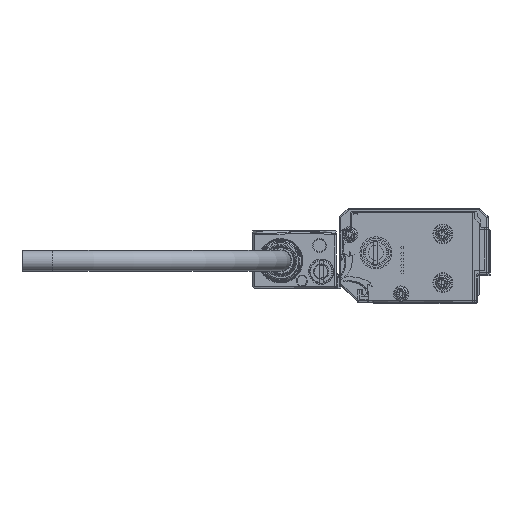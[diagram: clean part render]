
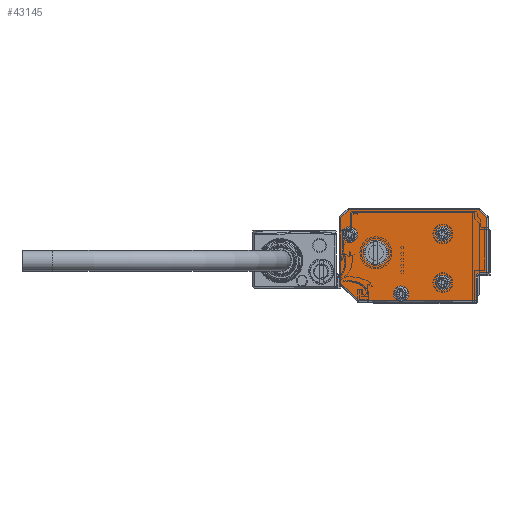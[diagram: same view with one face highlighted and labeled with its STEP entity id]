
A CAD part, left-side view. The second image highlights one B-rep face of the part: STEP entity #43145.
In plain terms, the highlighted planar face has unit normal (-1, 0, 0).
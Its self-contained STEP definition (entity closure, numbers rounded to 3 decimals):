
#42930=AXIS2_PLACEMENT_3D('Circle Axis2P3D',#42928,#42929,$) ;
#42958=AXIS2_PLACEMENT_3D('Circle Axis2P3D',#42956,#42957,$) ;
#42973=AXIS2_PLACEMENT_3D('Plane Axis2P3D',#42970,#42971,#42972) ;
#42977=AXIS2_PLACEMENT_3D('Circle Axis2P3D',#42975,#42976,$) ;
#42984=AXIS2_PLACEMENT_3D('Circle Axis2P3D',#42982,#42983,$) ;
#42991=AXIS2_PLACEMENT_3D('Circle Axis2P3D',#42989,#42990,$) ;
#43003=AXIS2_PLACEMENT_3D('Circle Axis2P3D',#43001,#43002,$) ;
#43075=AXIS2_PLACEMENT_3D('Circle Axis2P3D',#43073,#43074,$) ;
#43084=AXIS2_PLACEMENT_3D('Circle Axis2P3D',#43082,#43083,$) ;
#43093=AXIS2_PLACEMENT_3D('Circle Axis2P3D',#43091,#43092,$) ;
#43102=AXIS2_PLACEMENT_3D('Circle Axis2P3D',#43100,#43101,$) ;
#43111=AXIS2_PLACEMENT_3D('Circle Axis2P3D',#43109,#43110,$) ;
#43120=AXIS2_PLACEMENT_3D('Circle Axis2P3D',#43118,#43119,$) ;
#43129=AXIS2_PLACEMENT_3D('Circle Axis2P3D',#43127,#43128,$) ;
#43138=AXIS2_PLACEMENT_3D('Circle Axis2P3D',#43136,#43137,$) ;
#36389=CARTESIAN_POINT('Vertex',(-1473.,8.4,-1.)) ;
#36391=CARTESIAN_POINT('Vertex',(-1473.,7.,-1.)) ;
#36394=CARTESIAN_POINT('Line Origine',(-1473.,3.5,-1.)) ;
#36398=CARTESIAN_POINT('Vertex',(-1473.,21.793,-1.)) ;
#36410=CARTESIAN_POINT('Vertex',(-1473.,-17.,-1.)) ;
#36413=CARTESIAN_POINT('Line Origine',(-1473.,3.5,-1.)) ;
#42928=CARTESIAN_POINT('Axis2P3D Location',(-1473.,7.7,1.4)) ;
#42932=CARTESIAN_POINT('Vertex',(-1473.,5.2,1.4)) ;
#42953=CARTESIAN_POINT('Vertex',(-1473.,9.894,0.201)) ;
#42956=CARTESIAN_POINT('Axis2P3D Location',(-1473.,7.7,1.4)) ;
#42970=CARTESIAN_POINT('Axis2P3D Location',(-1473.,-21.5,13.5)) ;
#42975=CARTESIAN_POINT('Axis2P3D Location',(-1473.,7.7,1.4)) ;
#42979=CARTESIAN_POINT('Vertex',(-1473.,10.2,1.4)) ;
#42982=CARTESIAN_POINT('Axis2P3D Location',(-1473.,7.7,1.4)) ;
#42986=CARTESIAN_POINT('Vertex',(-1473.,5.506,2.599)) ;
#42989=CARTESIAN_POINT('Axis2P3D Location',(-1473.,7.7,1.4)) ;
#42994=CARTESIAN_POINT('Line Origine',(-1473.,-17.,3.1)) ;
#42998=CARTESIAN_POINT('Vertex',(-1473.,-17.,7.2)) ;
#43001=CARTESIAN_POINT('Axis2P3D Location',(-1473.,-18.,7.2)) ;
#43005=CARTESIAN_POINT('Vertex',(-1473.,-18.,8.2)) ;
#43008=CARTESIAN_POINT('Line Origine',(-1473.,-19.25,8.2)) ;
#43012=CARTESIAN_POINT('Vertex',(-1473.,-20.5,8.2)) ;
#43015=CARTESIAN_POINT('Line Origine',(-1473.,-20.5,17.246)) ;
#43019=CARTESIAN_POINT('Vertex',(-1473.,-20.5,26.293)) ;
#43022=CARTESIAN_POINT('Line Origine',(-1473.,-19.146,27.646)) ;
#43026=CARTESIAN_POINT('Vertex',(-1473.,-17.793,29.)) ;
#43029=CARTESIAN_POINT('Line Origine',(-1473.,3.5,29.)) ;
#43033=CARTESIAN_POINT('Vertex',(-1473.,24.793,29.)) ;
#43036=CARTESIAN_POINT('Line Origine',(-1473.,26.146,27.646)) ;
#43040=CARTESIAN_POINT('Vertex',(-1473.,27.5,26.293)) ;
#43043=CARTESIAN_POINT('Line Origine',(-1473.,27.5,15.5)) ;
#43047=CARTESIAN_POINT('Vertex',(-1473.,27.5,4.707)) ;
#43050=CARTESIAN_POINT('Line Origine',(-1473.,24.646,1.854)) ;
#43073=CARTESIAN_POINT('Axis2P3D Location',(-1473.,-6.,5.)) ;
#43077=CARTESIAN_POINT('Vertex',(-1473.,-3.806,3.801)) ;
#43079=CARTESIAN_POINT('Vertex',(-1473.,-8.194,6.199)) ;
#43082=CARTESIAN_POINT('Axis2P3D Location',(-1473.,-6.,5.)) ;
#43091=CARTESIAN_POINT('Axis2P3D Location',(-1473.,16.,14.8)) ;
#43095=CARTESIAN_POINT('Vertex',(-1473.,11.85,14.8)) ;
#43097=CARTESIAN_POINT('Vertex',(-1473.,20.15,14.8)) ;
#43100=CARTESIAN_POINT('Axis2P3D Location',(-1473.,16.,14.8)) ;
#43109=CARTESIAN_POINT('Axis2P3D Location',(-1473.,-6.,21.)) ;
#43113=CARTESIAN_POINT('Vertex',(-1473.,-8.194,22.199)) ;
#43115=CARTESIAN_POINT('Vertex',(-1473.,-3.806,19.801)) ;
#43118=CARTESIAN_POINT('Axis2P3D Location',(-1473.,-6.,21.)) ;
#43127=CARTESIAN_POINT('Axis2P3D Location',(-1473.,24.5,20.9)) ;
#43131=CARTESIAN_POINT('Vertex',(-1473.,22.306,22.099)) ;
#43133=CARTESIAN_POINT('Vertex',(-1473.,26.694,19.701)) ;
#43136=CARTESIAN_POINT('Axis2P3D Location',(-1473.,24.5,20.9)) ;
#36395=DIRECTION('Vector Direction',(0.,1.,0.)) ;
#36414=DIRECTION('Vector Direction',(0.,1.,0.)) ;
#42929=DIRECTION('Axis2P3D Direction',(-1.,0.,0.)) ;
#42957=DIRECTION('Axis2P3D Direction',(-1.,0.,0.)) ;
#42971=DIRECTION('Axis2P3D Direction',(1.,0.,0.)) ;
#42972=DIRECTION('Axis2P3D XDirection',(0.,1.,0.)) ;
#42976=DIRECTION('Axis2P3D Direction',(1.,0.,0.)) ;
#42983=DIRECTION('Axis2P3D Direction',(1.,0.,0.)) ;
#42990=DIRECTION('Axis2P3D Direction',(1.,0.,0.)) ;
#42995=DIRECTION('Vector Direction',(0.,0.,1.)) ;
#43002=DIRECTION('Axis2P3D Direction',(1.,0.,0.)) ;
#43009=DIRECTION('Vector Direction',(0.,-1.,0.)) ;
#43016=DIRECTION('Vector Direction',(0.,0.,1.)) ;
#43023=DIRECTION('Vector Direction',(0.,-0.707,-0.707)) ;
#43030=DIRECTION('Vector Direction',(0.,1.,0.)) ;
#43037=DIRECTION('Vector Direction',(0.,0.707,-0.707)) ;
#43044=DIRECTION('Vector Direction',(0.,0.,-1.)) ;
#43051=DIRECTION('Vector Direction',(0.,-0.707,-0.707)) ;
#43074=DIRECTION('Axis2P3D Direction',(1.,0.,0.)) ;
#43083=DIRECTION('Axis2P3D Direction',(1.,0.,0.)) ;
#43092=DIRECTION('Axis2P3D Direction',(1.,0.,0.)) ;
#43101=DIRECTION('Axis2P3D Direction',(1.,0.,0.)) ;
#43110=DIRECTION('Axis2P3D Direction',(1.,0.,0.)) ;
#43119=DIRECTION('Axis2P3D Direction',(1.,0.,0.)) ;
#43128=DIRECTION('Axis2P3D Direction',(1.,0.,0.)) ;
#43137=DIRECTION('Axis2P3D Direction',(1.,0.,0.)) ;
#36396=VECTOR('Line Direction',#36395,1.) ;
#36415=VECTOR('Line Direction',#36414,1.) ;
#42996=VECTOR('Line Direction',#42995,1.) ;
#43010=VECTOR('Line Direction',#43009,1.) ;
#43017=VECTOR('Line Direction',#43016,1.) ;
#43024=VECTOR('Line Direction',#43023,1.) ;
#43031=VECTOR('Line Direction',#43030,1.) ;
#43038=VECTOR('Line Direction',#43037,1.) ;
#43045=VECTOR('Line Direction',#43044,1.) ;
#43052=VECTOR('Line Direction',#43051,1.) ;
#43056=ORIENTED_EDGE('',*,*,#42960,.T.) ;
#43057=ORIENTED_EDGE('',*,*,#42981,.T.) ;
#43058=ORIENTED_EDGE('',*,*,#42988,.T.) ;
#43059=ORIENTED_EDGE('',*,*,#42993,.T.) ;
#43060=ORIENTED_EDGE('',*,*,#42934,.T.) ;
#43061=ORIENTED_EDGE('',*,*,#36417,.F.) ;
#43062=ORIENTED_EDGE('',*,*,#43000,.F.) ;
#43063=ORIENTED_EDGE('',*,*,#43007,.F.) ;
#43064=ORIENTED_EDGE('',*,*,#43014,.F.) ;
#43065=ORIENTED_EDGE('',*,*,#43021,.F.) ;
#43066=ORIENTED_EDGE('',*,*,#43028,.F.) ;
#43067=ORIENTED_EDGE('',*,*,#43035,.F.) ;
#43068=ORIENTED_EDGE('',*,*,#43042,.F.) ;
#43069=ORIENTED_EDGE('',*,*,#43049,.F.) ;
#43070=ORIENTED_EDGE('',*,*,#43054,.F.) ;
#43071=ORIENTED_EDGE('',*,*,#36400,.F.) ;
#43088=ORIENTED_EDGE('',*,*,#43081,.T.) ;
#43089=ORIENTED_EDGE('',*,*,#43086,.T.) ;
#43106=ORIENTED_EDGE('',*,*,#43099,.T.) ;
#43107=ORIENTED_EDGE('',*,*,#43104,.T.) ;
#43124=ORIENTED_EDGE('',*,*,#43117,.T.) ;
#43125=ORIENTED_EDGE('',*,*,#43122,.T.) ;
#43142=ORIENTED_EDGE('',*,*,#43135,.T.) ;
#43143=ORIENTED_EDGE('',*,*,#43140,.T.) ;
#43090=FACE_BOUND('',#43087,.T.) ;
#43108=FACE_BOUND('',#43105,.T.) ;
#43126=FACE_BOUND('',#43123,.T.) ;
#43144=FACE_BOUND('',#43141,.T.) ;
#43145=ADVANCED_FACE('\X2\FF8AFF9FFF70FF82\X0\ \X2\FF8EFF9EFF83FF9EFF68FF70\X0\',(#43072,#43090,#43108,#43126,#43144),#42974,.F.) ;
#42931=CIRCLE('generated circle',#42930,2.5) ;
#42959=CIRCLE('generated circle',#42958,2.5) ;
#42978=CIRCLE('generated circle',#42977,2.5) ;
#42985=CIRCLE('generated circle',#42984,2.5) ;
#42992=CIRCLE('generated circle',#42991,2.5) ;
#43004=CIRCLE('generated circle',#43003,1.) ;
#43076=CIRCLE('generated circle',#43075,2.5) ;
#43085=CIRCLE('generated circle',#43084,2.5) ;
#43094=CIRCLE('generated circle',#43093,4.15) ;
#43103=CIRCLE('generated circle',#43102,4.15) ;
#43112=CIRCLE('generated circle',#43111,2.5) ;
#43121=CIRCLE('generated circle',#43120,2.5) ;
#43130=CIRCLE('generated circle',#43129,2.5) ;
#43139=CIRCLE('generated circle',#43138,2.5) ;
#36400=EDGE_CURVE('',#36390,#36399,#36397,.T.) ;
#36417=EDGE_CURVE('',#36411,#36392,#36416,.T.) ;
#42934=EDGE_CURVE('',#42933,#36392,#42931,.F.) ;
#42960=EDGE_CURVE('',#36390,#42954,#42959,.F.) ;
#42981=EDGE_CURVE('',#42954,#42980,#42978,.T.) ;
#42988=EDGE_CURVE('',#42980,#42987,#42985,.T.) ;
#42993=EDGE_CURVE('',#42987,#42933,#42992,.T.) ;
#43000=EDGE_CURVE('',#42999,#36411,#42997,.F.) ;
#43007=EDGE_CURVE('',#43006,#42999,#43004,.F.) ;
#43014=EDGE_CURVE('',#43013,#43006,#43011,.F.) ;
#43021=EDGE_CURVE('',#43020,#43013,#43018,.F.) ;
#43028=EDGE_CURVE('',#43027,#43020,#43025,.T.) ;
#43035=EDGE_CURVE('',#43034,#43027,#43032,.F.) ;
#43042=EDGE_CURVE('',#43041,#43034,#43039,.F.) ;
#43049=EDGE_CURVE('',#43048,#43041,#43046,.F.) ;
#43054=EDGE_CURVE('',#36399,#43048,#43053,.F.) ;
#43081=EDGE_CURVE('',#43078,#43080,#43076,.T.) ;
#43086=EDGE_CURVE('',#43080,#43078,#43085,.T.) ;
#43099=EDGE_CURVE('',#43096,#43098,#43094,.T.) ;
#43104=EDGE_CURVE('',#43098,#43096,#43103,.T.) ;
#43117=EDGE_CURVE('',#43114,#43116,#43112,.T.) ;
#43122=EDGE_CURVE('',#43116,#43114,#43121,.T.) ;
#43135=EDGE_CURVE('',#43132,#43134,#43130,.T.) ;
#43140=EDGE_CURVE('',#43134,#43132,#43139,.T.) ;
#43055=EDGE_LOOP('',(#43056,#43057,#43058,#43059,#43060,#43061,#43062,#43063,#43064,#43065,#43066,#43067,#43068,#43069,#43070,#43071)) ;
#43087=EDGE_LOOP('',(#43088,#43089)) ;
#43105=EDGE_LOOP('',(#43106,#43107)) ;
#43123=EDGE_LOOP('',(#43124,#43125)) ;
#43141=EDGE_LOOP('',(#43142,#43143)) ;
#43072=FACE_OUTER_BOUND('',#43055,.T.) ;
#36397=LINE('Line',#36394,#36396) ;
#36416=LINE('Line',#36413,#36415) ;
#42997=LINE('Line',#42994,#42996) ;
#43011=LINE('Line',#43008,#43010) ;
#43018=LINE('Line',#43015,#43017) ;
#43025=LINE('Line',#43022,#43024) ;
#43032=LINE('Line',#43029,#43031) ;
#43039=LINE('Line',#43036,#43038) ;
#43046=LINE('Line',#43043,#43045) ;
#43053=LINE('Line',#43050,#43052) ;
#42974=PLANE('Plane',#42973) ;
#36390=VERTEX_POINT('',#36389) ;
#36392=VERTEX_POINT('',#36391) ;
#36399=VERTEX_POINT('',#36398) ;
#36411=VERTEX_POINT('',#36410) ;
#42933=VERTEX_POINT('',#42932) ;
#42954=VERTEX_POINT('',#42953) ;
#42980=VERTEX_POINT('',#42979) ;
#42987=VERTEX_POINT('',#42986) ;
#42999=VERTEX_POINT('',#42998) ;
#43006=VERTEX_POINT('',#43005) ;
#43013=VERTEX_POINT('',#43012) ;
#43020=VERTEX_POINT('',#43019) ;
#43027=VERTEX_POINT('',#43026) ;
#43034=VERTEX_POINT('',#43033) ;
#43041=VERTEX_POINT('',#43040) ;
#43048=VERTEX_POINT('',#43047) ;
#43078=VERTEX_POINT('',#43077) ;
#43080=VERTEX_POINT('',#43079) ;
#43096=VERTEX_POINT('',#43095) ;
#43098=VERTEX_POINT('',#43097) ;
#43114=VERTEX_POINT('',#43113) ;
#43116=VERTEX_POINT('',#43115) ;
#43132=VERTEX_POINT('',#43131) ;
#43134=VERTEX_POINT('',#43133) ;
